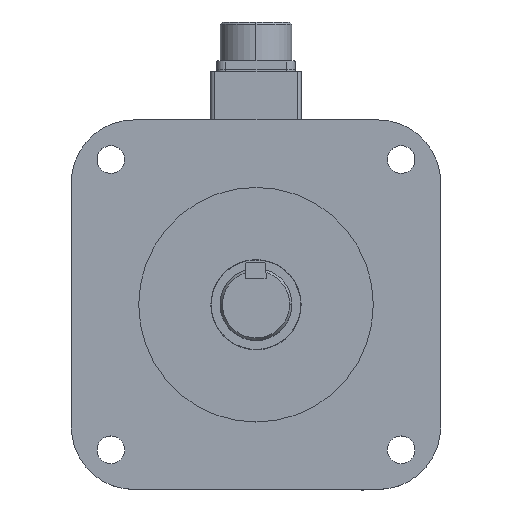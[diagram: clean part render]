
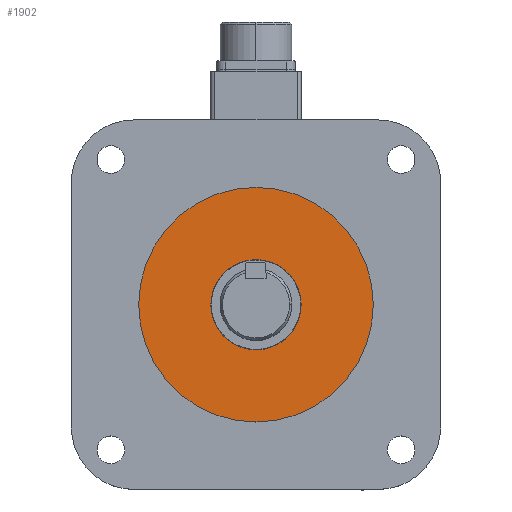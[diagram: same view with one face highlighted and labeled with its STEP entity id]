
A CAD part, top view. The second image highlights one B-rep face of the part: STEP entity #1902.
In plain terms, the highlighted planar face has unit normal (0, 0, 1).
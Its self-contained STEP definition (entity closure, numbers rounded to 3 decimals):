
#254 = EDGE_LOOP ( 'NONE', ( #2185, #42424 ) ) ;
#618 = CIRCLE ( 'NONE', #21700, 57.15 ) ;
#1902 = ADVANCED_FACE ( 'NONE', ( #17236 ), #20090, .T. ) ;
#2185 = ORIENTED_EDGE ( 'NONE', *, *, #6045, .T. ) ;
#6045 = EDGE_CURVE ( 'NONE', #47445, #41489, #21115, .T. ) ;
#7771 = AXIS2_PLACEMENT_3D ( 'NONE', #39165, #14361, #43340 ) ;
#7911 = AXIS2_PLACEMENT_3D ( 'NONE', #49118, #24278, #53302 ) ;
#8712 = CARTESIAN_POINT ( 'NONE',  ( -57.15, 0., 21.2 ) ) ;
#12592 = CARTESIAN_POINT ( 'NONE',  ( 0., 0., 21.2 ) ) ;
#14361 = DIRECTION ( 'NONE',  ( 0., 0., 1. ) ) ;
#16781 = DIRECTION ( 'NONE',  ( 1., 0., 0. ) ) ;
#17236 = FACE_OUTER_BOUND ( 'NONE', #254, .T. ) ;
#20090 = PLANE ( 'NONE',  #7911 ) ;
#21115 = CIRCLE ( 'NONE', #7771, 57.15 ) ;
#21700 = AXIS2_PLACEMENT_3D ( 'NONE', #12592, #41594, #16781 ) ;
#24278 = DIRECTION ( 'NONE',  ( 0., 0., 1. ) ) ;
#38874 = EDGE_CURVE ( 'NONE', #41489, #47445, #618, .T. ) ;
#39165 = CARTESIAN_POINT ( 'NONE',  ( 0., 0., 21.2 ) ) ;
#41489 = VERTEX_POINT ( 'NONE', #53296 ) ;
#41594 = DIRECTION ( 'NONE',  ( 0., 0., 1. ) ) ;
#42424 = ORIENTED_EDGE ( 'NONE', *, *, #38874, .T. ) ;
#43340 = DIRECTION ( 'NONE',  ( 1., 0., 0. ) ) ;
#47445 = VERTEX_POINT ( 'NONE', #8712 ) ;
#49118 = CARTESIAN_POINT ( 'NONE',  ( 0., 0., 21.2 ) ) ;
#53296 = CARTESIAN_POINT ( 'NONE',  ( 57.15, 0., 21.2 ) ) ;
#53302 = DIRECTION ( 'NONE',  ( 1., 0., 0. ) ) ;
